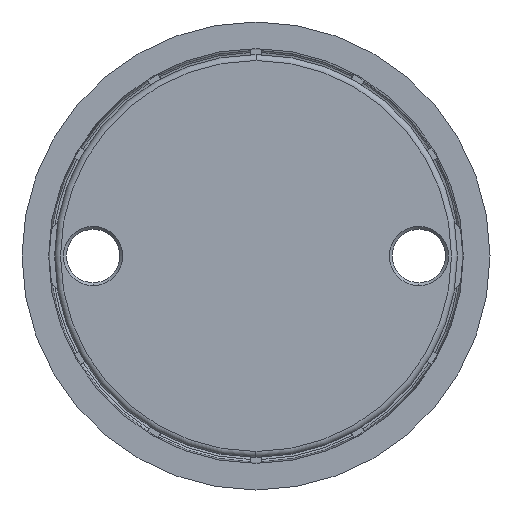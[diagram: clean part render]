
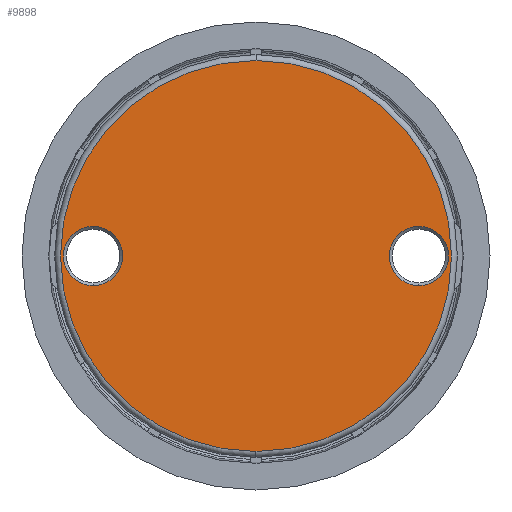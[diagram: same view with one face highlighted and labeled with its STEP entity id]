
A CAD part, front view. The second image highlights one B-rep face of the part: STEP entity #9898.
In plain terms, the highlighted planar face has unit normal (0, -1, 0).
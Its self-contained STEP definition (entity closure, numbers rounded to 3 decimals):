
#85 = CIRCLE ( 'NONE', #5933, 5. ) ;
#309 = DIRECTION ( 'NONE',  ( 0., -1., 0. ) ) ;
#906 = AXIS2_PLACEMENT_3D ( 'NONE', #5902, #5020, #11732 ) ;
#1086 = EDGE_LOOP ( 'NONE', ( #8088, #5710 ) ) ;
#1136 = DIRECTION ( 'NONE',  ( 1., 0., 0. ) ) ;
#1243 = EDGE_CURVE ( 'NONE', #8650, #8387, #2017, .T. ) ;
#1454 = CARTESIAN_POINT ( 'NONE',  ( 0., 0., 0. ) ) ;
#2017 = CIRCLE ( 'NONE', #3032, 33. ) ;
#2096 = ORIENTED_EDGE ( 'NONE', *, *, #4343, .F. ) ;
#2099 = ORIENTED_EDGE ( 'NONE', *, *, #11790, .F. ) ;
#2136 = CARTESIAN_POINT ( 'NONE',  ( 0., 0., -33. ) ) ;
#2532 = AXIS2_PLACEMENT_3D ( 'NONE', #7349, #2580, #6408 ) ;
#2580 = DIRECTION ( 'NONE',  ( 0., -1., 0. ) ) ;
#2907 = CIRCLE ( 'NONE', #906, 33. ) ;
#3032 = AXIS2_PLACEMENT_3D ( 'NONE', #1454, #309, #6989 ) ;
#3067 = CARTESIAN_POINT ( 'NONE',  ( 27.5, 0., -5. ) ) ;
#3391 = VERTEX_POINT ( 'NONE', #3067 ) ;
#3447 = EDGE_CURVE ( 'NONE', #8387, #8650, #2907, .T. ) ;
#3516 = AXIS2_PLACEMENT_3D ( 'NONE', #8877, #6915, #11749 ) ;
#3580 = CARTESIAN_POINT ( 'NONE',  ( 27.5, 0., 0. ) ) ;
#4043 = FACE_BOUND ( 'NONE', #6309, .T. ) ;
#4181 = EDGE_CURVE ( 'NONE', #6653, #10775, #6317, .T. ) ;
#4244 = DIRECTION ( 'NONE',  ( 0., 0., -1. ) ) ;
#4288 = CARTESIAN_POINT ( 'NONE',  ( 27.5, 0., 5. ) ) ;
#4343 = EDGE_CURVE ( 'NONE', #10008, #3391, #85, .T. ) ;
#4349 = CIRCLE ( 'NONE', #10178, 5. ) ;
#5020 = DIRECTION ( 'NONE',  ( 0., -1., 0. ) ) ;
#5710 = ORIENTED_EDGE ( 'NONE', *, *, #3447, .T. ) ;
#5787 = AXIS2_PLACEMENT_3D ( 'NONE', #8761, #10644, #1136 ) ;
#5902 = CARTESIAN_POINT ( 'NONE',  ( 0., 0., 0. ) ) ;
#5933 = AXIS2_PLACEMENT_3D ( 'NONE', #3580, #7285, #10191 ) ;
#6309 = EDGE_LOOP ( 'NONE', ( #8702, #7495 ) ) ;
#6317 = CIRCLE ( 'NONE', #3516, 5. ) ;
#6408 = DIRECTION ( 'NONE',  ( 0., 0., -1. ) ) ;
#6653 = VERTEX_POINT ( 'NONE', #8462 ) ;
#6739 = FACE_BOUND ( 'NONE', #9677, .T. ) ;
#6774 = CARTESIAN_POINT ( 'NONE',  ( -27.5, 0., -5. ) ) ;
#6804 = PLANE ( 'NONE',  #5787 ) ;
#6915 = DIRECTION ( 'NONE',  ( 0., 1., 0. ) ) ;
#6989 = DIRECTION ( 'NONE',  ( 0., 0., 1. ) ) ;
#7285 = DIRECTION ( 'NONE',  ( 0., -1., 0. ) ) ;
#7349 = CARTESIAN_POINT ( 'NONE',  ( 27.5, 0., 0. ) ) ;
#7495 = ORIENTED_EDGE ( 'NONE', *, *, #12447, .T. ) ;
#8088 = ORIENTED_EDGE ( 'NONE', *, *, #1243, .T. ) ;
#8387 = VERTEX_POINT ( 'NONE', #2136 ) ;
#8462 = CARTESIAN_POINT ( 'NONE',  ( -27.5, 0., 5. ) ) ;
#8650 = VERTEX_POINT ( 'NONE', #10257 ) ;
#8702 = ORIENTED_EDGE ( 'NONE', *, *, #4181, .T. ) ;
#8761 = CARTESIAN_POINT ( 'NONE',  ( -33.366, 0., -33. ) ) ;
#8877 = CARTESIAN_POINT ( 'NONE',  ( -27.5, 0., 0. ) ) ;
#8963 = CIRCLE ( 'NONE', #2532, 5. ) ;
#9677 = EDGE_LOOP ( 'NONE', ( #2096, #2099 ) ) ;
#9898 = ADVANCED_FACE ( 'NONE', ( #10706, #4043, #6739 ), #6804, .T. ) ;
#9968 = DIRECTION ( 'NONE',  ( 0., 1., 0. ) ) ;
#10008 = VERTEX_POINT ( 'NONE', #4288 ) ;
#10178 = AXIS2_PLACEMENT_3D ( 'NONE', #10963, #9968, #4244 ) ;
#10191 = DIRECTION ( 'NONE',  ( 0., 0., -1. ) ) ;
#10257 = CARTESIAN_POINT ( 'NONE',  ( 0., 0., 33. ) ) ;
#10644 = DIRECTION ( 'NONE',  ( 0., -1., 0. ) ) ;
#10706 = FACE_OUTER_BOUND ( 'NONE', #1086, .T. ) ;
#10775 = VERTEX_POINT ( 'NONE', #6774 ) ;
#10963 = CARTESIAN_POINT ( 'NONE',  ( -27.5, 0., 0. ) ) ;
#11732 = DIRECTION ( 'NONE',  ( 0., 0., 1. ) ) ;
#11749 = DIRECTION ( 'NONE',  ( 0., 0., -1. ) ) ;
#11790 = EDGE_CURVE ( 'NONE', #3391, #10008, #8963, .T. ) ;
#12447 = EDGE_CURVE ( 'NONE', #10775, #6653, #4349, .T. ) ;
